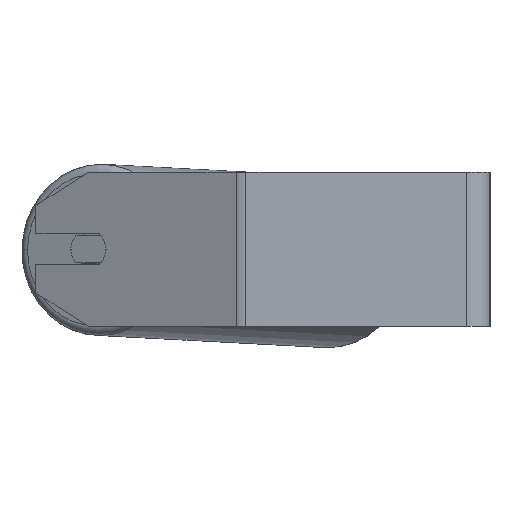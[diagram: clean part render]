
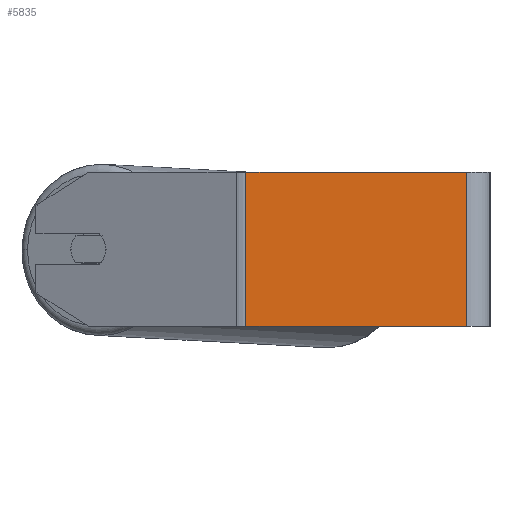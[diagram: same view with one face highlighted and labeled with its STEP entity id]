
A CAD part, left-side view. The second image highlights one B-rep face of the part: STEP entity #5835.
In plain terms, the highlighted planar face has unit normal (-1, 0, 0).
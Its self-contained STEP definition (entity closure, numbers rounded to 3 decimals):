
#133 = FACE_OUTER_BOUND ( 'NONE', #7257, .T. ) ;
#414 = VERTEX_POINT ( 'NONE', #5344 ) ;
#694 = CARTESIAN_POINT ( 'NONE',  ( -330., 12., 40. ) ) ;
#772 = LINE ( 'NONE', #2340, #1740 ) ;
#854 = CARTESIAN_POINT ( 'NONE',  ( -330., 126.753, 40. ) ) ;
#1177 = DIRECTION ( 'NONE',  ( 0., -1., 0. ) ) ;
#1361 = DIRECTION ( 'NONE',  ( 0., 0., -1. ) ) ;
#1437 = ORIENTED_EDGE ( 'NONE', *, *, #4954, .T. ) ;
#1460 = CARTESIAN_POINT ( 'NONE',  ( -330., 12., 40. ) ) ;
#1740 = VECTOR ( 'NONE', #1361, 1000. ) ;
#1787 = CARTESIAN_POINT ( 'NONE',  ( -330., 126.753, -40. ) ) ;
#2340 = CARTESIAN_POINT ( 'NONE',  ( -330., 126.753, 40. ) ) ;
#2392 = DIRECTION ( 'NONE',  ( 1., 0., 0. ) ) ;
#2429 = CARTESIAN_POINT ( 'NONE',  ( -330., 129.414, -40. ) ) ;
#2722 = LINE ( 'NONE', #3783, #5150 ) ;
#3047 = AXIS2_PLACEMENT_3D ( 'NONE', #4522, #2392, #3537 ) ;
#3125 = ORIENTED_EDGE ( 'NONE', *, *, #4209, .T. ) ;
#3537 = DIRECTION ( 'NONE',  ( 0., 0., -1. ) ) ;
#3770 = VERTEX_POINT ( 'NONE', #1787 ) ;
#3783 = CARTESIAN_POINT ( 'NONE',  ( -330., 129.414, 40. ) ) ;
#4156 = LINE ( 'NONE', #1460, #5617 ) ;
#4209 = EDGE_CURVE ( 'NONE', #3770, #414, #6827, .T. ) ;
#4371 = EDGE_CURVE ( 'NONE', #5813, #414, #4156, .T. ) ;
#4522 = CARTESIAN_POINT ( 'NONE',  ( -330., 129.414, 40. ) ) ;
#4923 = ORIENTED_EDGE ( 'NONE', *, *, #4371, .F. ) ;
#4954 = EDGE_CURVE ( 'NONE', #6310, #3770, #772, .T. ) ;
#5029 = VECTOR ( 'NONE', #1177, 1000. ) ;
#5137 = ORIENTED_EDGE ( 'NONE', *, *, #6026, .F. ) ;
#5150 = VECTOR ( 'NONE', #6700, 1000. ) ;
#5344 = CARTESIAN_POINT ( 'NONE',  ( -330., 12., -40. ) ) ;
#5617 = VECTOR ( 'NONE', #6997, 1000. ) ;
#5813 = VERTEX_POINT ( 'NONE', #694 ) ;
#5835 = ADVANCED_FACE ( 'NONE', ( #133 ), #6296, .F. ) ;
#6026 = EDGE_CURVE ( 'NONE', #6310, #5813, #2722, .T. ) ;
#6296 = PLANE ( 'NONE',  #3047 ) ;
#6310 = VERTEX_POINT ( 'NONE', #854 ) ;
#6700 = DIRECTION ( 'NONE',  ( 0., -1., 0. ) ) ;
#6827 = LINE ( 'NONE', #2429, #5029 ) ;
#6997 = DIRECTION ( 'NONE',  ( 0., 0., -1. ) ) ;
#7257 = EDGE_LOOP ( 'NONE', ( #3125, #4923, #5137, #1437 ) ) ;
